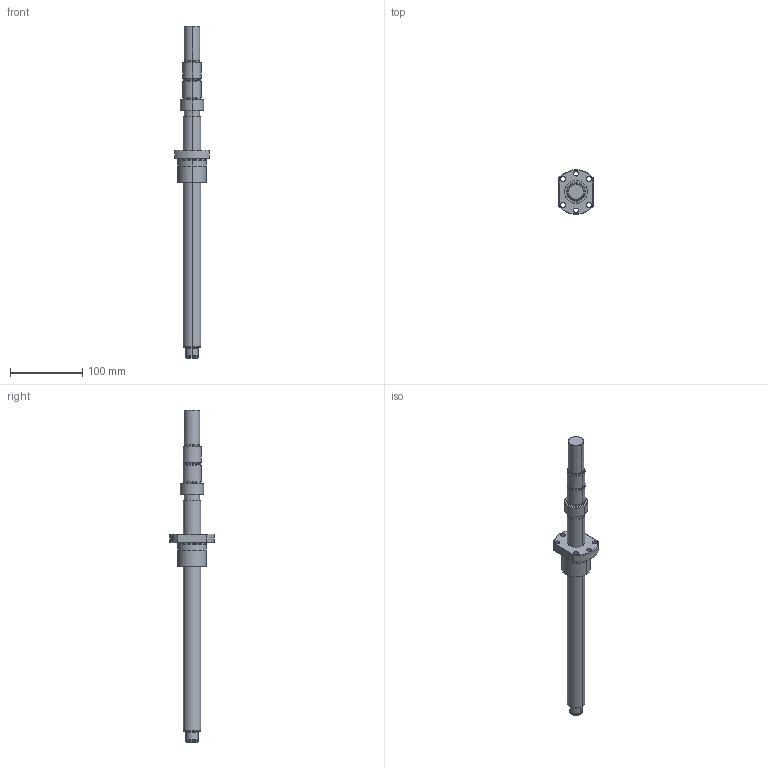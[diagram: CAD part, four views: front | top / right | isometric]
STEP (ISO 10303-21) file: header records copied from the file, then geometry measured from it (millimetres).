
FILE_DESCRIPTION((''),'2;1');
FILE_NAME('BASA_25X5RX3_FE_ASM','2023-12-04T04:27:29',('ac91sw'),(''),'CREO PARAMETRIC BY PTC INC, 2021072','CREO PARAMETRIC BY PTC INC, 2021072','');
FILE_SCHEMA(('AUTOMOTIVE_DESIGN { 1 0 10303 214 1 1 1 1 }'));
Length unit declared in the file: millimetre
Products named in the file (4): BASA_25X5RX3_FE_SKEL; BASA_25X5RX3_FE_SPDL; R150Z21083; BASA_25X5RX3_FE_ASM
Assembly tree (3 placements, depth 2):
  BASA_25X5RX3_FE_ASM
    BASA_25X5RX3_FE_SKEL
    BASA_25X5RX3_FE_SPDL
    R150Z21083
Bounding box: 48 x 61.88 x 460 mm (x, y, z)
Volume: 256062.7 mm3; surface area: 53722.2 mm2
Topology: 2 solids, 4 shells, 148 faces, 327 edges, 196 vertices
Faces by surface type: cylinder 57, cone 42, plane 29, torus 20
Entity records: 8828 total; most frequent: CARTESIAN_POINT 1108, DIRECTION 825, ORIENTED_EDGE 644, PROPERTY_DEFINITION 635, REPRESENTATION 631, PROPERTY_DEFINITION_REPRESENTATION 631, DESCRIPTIVE_REPRESENTATION_ITEM 603, GENERAL_PROPERTY 600
